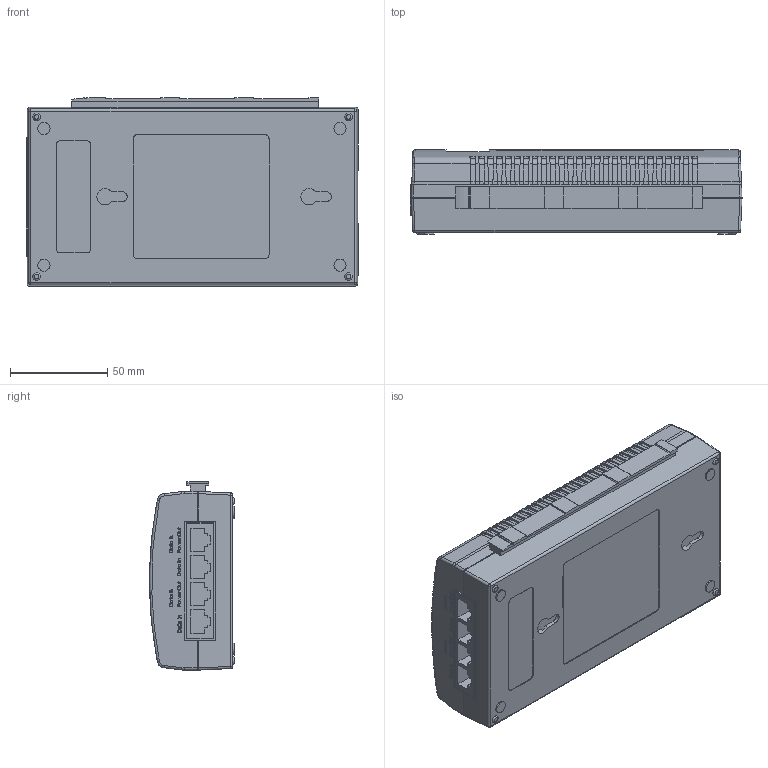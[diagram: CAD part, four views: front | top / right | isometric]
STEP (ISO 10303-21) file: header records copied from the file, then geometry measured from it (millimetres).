
FILE_DESCRIPTION (( 'STEP AP214' ), '1' );
FILE_NAME ('PS4834GB-POE-2.STEP', '2018-03-19T13:55:36', ( '' ), ( '' ), 'SwSTEP 2.0', 'SolidWorks 2017', '' );
FILE_SCHEMA (( 'AUTOMOTIVE_DESIGN' ));
Length unit declared in the file: inch
Products named in the file (1): PS4834GB-POE-2
Bounding box: 170.94 x 43.49 x 96.9 mm (x, y, z)
Volume: 614830.6 mm3; surface area: 66480 mm2
Topology: 1 solids, 1 shells, 2140 faces, 5902 edges, 3888 vertices
Faces by surface type: plane 1135, cylinder 745, bspline 252, sphere 4, torus 4
Full cylindrical faces by diameter (mm): 0.716 x1, 0.841 x1, 6.248 x4
Entity records: 108136 total; most frequent: CARTESIAN_POINT 29917, ORIENTED_EDGE 11776, DIRECTION 8640, EDGE_CURVE 5888, VERTEX_POINT 3888, LINE 3778, VECTOR 3778, AXIS2_PLACEMENT_3D 2431
